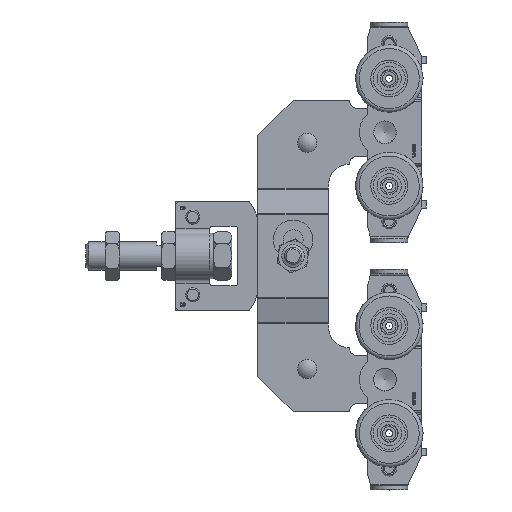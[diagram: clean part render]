
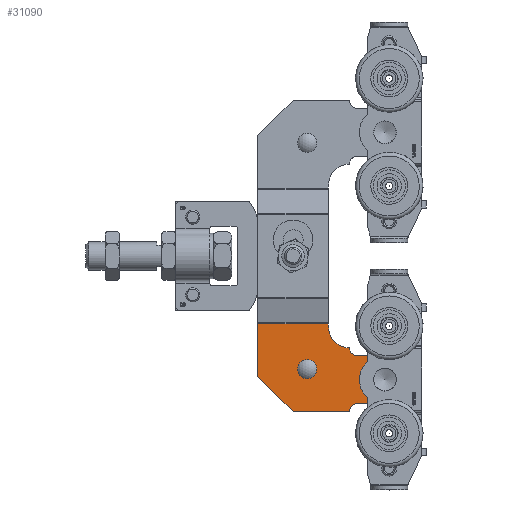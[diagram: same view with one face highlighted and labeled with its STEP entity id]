
A CAD part, top view. The second image highlights one B-rep face of the part: STEP entity #31090.
In plain terms, the highlighted planar face has unit normal (0, 0, 1).
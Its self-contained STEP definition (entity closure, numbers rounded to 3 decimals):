
#649=FACE_BOUND('',#4228,.T.);
#1425=PLANE('',#33266);
#2413=FACE_OUTER_BOUND('',#4227,.T.);
#4227=EDGE_LOOP('',(#22164,#22165,#22166,#22167,#22168,#22169,#22170,#22171,
#22172,#22173,#22174,#22175,#22176,#22177,#22178));
#4228=EDGE_LOOP('',(#22179));
#6865=CIRCLE('',#33131,18.);
#6890=CIRCLE('',#33267,5.);
#6891=CIRCLE('',#33268,15.);
#6892=CIRCLE('',#33269,5.);
#6893=CIRCLE('',#33270,6.75);
#8734=LINE('',#49371,#10487);
#8896=LINE('',#50332,#10649);
#8905=LINE('',#50353,#10658);
#8908=LINE('',#50366,#10661);
#8909=LINE('',#50370,#10662);
#8910=LINE('',#50372,#10663);
#8911=LINE('',#50374,#10664);
#8912=LINE('',#50376,#10665);
#8913=LINE('',#50378,#10666);
#8914=LINE('',#50380,#10667);
#8915=LINE('',#50383,#10668);
#10487=VECTOR('',#37685,10.);
#10649=VECTOR('',#38083,10.);
#10658=VECTOR('',#38110,10.);
#10661=VECTOR('',#38125,10.);
#10662=VECTOR('',#38128,10.);
#10663=VECTOR('',#38129,10.);
#10664=VECTOR('',#38130,10.);
#10665=VECTOR('',#38131,10.);
#10666=VECTOR('',#38132,10.);
#10667=VECTOR('',#38133,10.);
#10668=VECTOR('',#38136,10.);
#12596=VERTEX_POINT('',#49352);
#12599=VERTEX_POINT('',#49357);
#12604=VERTEX_POINT('',#49370);
#12730=VERTEX_POINT('',#50330);
#12733=VERTEX_POINT('',#50351);
#12736=VERTEX_POINT('',#50363);
#12737=VERTEX_POINT('',#50365);
#12738=VERTEX_POINT('',#50367);
#12739=VERTEX_POINT('',#50369);
#12740=VERTEX_POINT('',#50371);
#12741=VERTEX_POINT('',#50373);
#12742=VERTEX_POINT('',#50375);
#12743=VERTEX_POINT('',#50377);
#12744=VERTEX_POINT('',#50379);
#12745=VERTEX_POINT('',#50381);
#12746=VERTEX_POINT('',#50384);
#16116=EDGE_CURVE('',#12596,#12599,#6865,.T.);
#16122=EDGE_CURVE('',#12604,#12596,#8734,.T.);
#16370=EDGE_CURVE('',#12599,#12730,#8896,.T.);
#16379=EDGE_CURVE('',#12733,#12730,#8905,.T.);
#16384=EDGE_CURVE('',#12736,#12733,#6890,.T.);
#16385=EDGE_CURVE('',#12737,#12736,#8908,.T.);
#16386=EDGE_CURVE('',#12738,#12737,#6891,.T.);
#16387=EDGE_CURVE('',#12739,#12738,#8909,.T.);
#16388=EDGE_CURVE('',#12739,#12740,#8910,.T.);
#16389=EDGE_CURVE('',#12741,#12740,#8911,.T.);
#16390=EDGE_CURVE('',#12741,#12742,#8912,.T.);
#16391=EDGE_CURVE('',#12742,#12743,#8913,.T.);
#16392=EDGE_CURVE('',#12744,#12743,#8914,.T.);
#16393=EDGE_CURVE('',#12745,#12744,#6892,.T.);
#16394=EDGE_CURVE('',#12604,#12745,#8915,.T.);
#16395=EDGE_CURVE('',#12746,#12746,#6893,.T.);
#22164=ORIENTED_EDGE('',*,*,#16370,.T.);
#22165=ORIENTED_EDGE('',*,*,#16379,.F.);
#22166=ORIENTED_EDGE('',*,*,#16384,.F.);
#22167=ORIENTED_EDGE('',*,*,#16385,.F.);
#22168=ORIENTED_EDGE('',*,*,#16386,.F.);
#22169=ORIENTED_EDGE('',*,*,#16387,.F.);
#22170=ORIENTED_EDGE('',*,*,#16388,.T.);
#22171=ORIENTED_EDGE('',*,*,#16389,.F.);
#22172=ORIENTED_EDGE('',*,*,#16390,.T.);
#22173=ORIENTED_EDGE('',*,*,#16391,.T.);
#22174=ORIENTED_EDGE('',*,*,#16392,.F.);
#22175=ORIENTED_EDGE('',*,*,#16393,.F.);
#22176=ORIENTED_EDGE('',*,*,#16394,.F.);
#22177=ORIENTED_EDGE('',*,*,#16122,.T.);
#22178=ORIENTED_EDGE('',*,*,#16116,.T.);
#22179=ORIENTED_EDGE('',*,*,#16395,.T.);
#31090=ADVANCED_FACE('',(#2413,#649),#1425,.T.);
#33131=AXIS2_PLACEMENT_3D('',#49359,#37674,#37675);
#33266=AXIS2_PLACEMENT_3D('',#50362,#38121,#38122);
#33267=AXIS2_PLACEMENT_3D('',#50364,#38123,#38124);
#33268=AXIS2_PLACEMENT_3D('',#50368,#38126,#38127);
#33269=AXIS2_PLACEMENT_3D('',#50382,#38134,#38135);
#33270=AXIS2_PLACEMENT_3D('',#50385,#38137,#38138);
#37674=DIRECTION('center_axis',(0.,0.,
-1.));
#37675=DIRECTION('ref_axis',(0.667,0.745,0.));
#37685=DIRECTION('',(0.,1.,0.));
#38083=DIRECTION('',(0.,1.,0.));
#38110=DIRECTION('',(1.,0.,0.));
#38121=DIRECTION('center_axis',(0.,0.,
1.));
#38122=DIRECTION('ref_axis',(0.,-1.,0.));
#38123=DIRECTION('center_axis',(0.,0.,
1.));
#38124=DIRECTION('ref_axis',(1.,0.,0.));
#38125=DIRECTION('',(0.,-1.,0.));
#38126=DIRECTION('center_axis',(0.,0.,
1.));
#38127=DIRECTION('ref_axis',(1.,0.,0.));
#38128=DIRECTION('',(0.,-1.,0.));
#38129=DIRECTION('',(-1.,0.,0.));
#38130=DIRECTION('',(0.,1.,0.));
#38131=DIRECTION('',(0.707,-0.707,0.));
#38132=DIRECTION('',(1.,0.,0.));
#38133=DIRECTION('',(0.,-1.,0.));
#38134=DIRECTION('center_axis',(0.,0.,
1.));
#38135=DIRECTION('ref_axis',(0.,-1.,0.));
#38136=DIRECTION('',(-1.,0.,0.));
#38137=DIRECTION('center_axis',(0.,0.,
-1.));
#38138=DIRECTION('ref_axis',(0.,1.,0.));
#49352=CARTESIAN_POINT('',(-300.986,207.598,112.057));
#49357=CARTESIAN_POINT('',(-300.986,234.431,112.057));
#49359=CARTESIAN_POINT('Origin',(-288.986,221.015,112.057));
#49370=CARTESIAN_POINT('',(-300.986,204.015,112.057));
#49371=CARTESIAN_POINT('',(-300.986,258.057,112.057));
#50330=CARTESIAN_POINT('',(-300.986,238.015,112.057));
#50332=CARTESIAN_POINT('',(-300.986,298.533,112.057));
#50351=CARTESIAN_POINT('',(-308.986,238.015,112.057));
#50353=CARTESIAN_POINT('',(-268.986,238.015,112.057));
#50362=CARTESIAN_POINT('Origin',(-329.322,308.515,112.057));
#50363=CARTESIAN_POINT('',(-313.986,243.015,112.057));
#50364=CARTESIAN_POINT('Origin',(-308.986,243.015,112.057));
#50365=CARTESIAN_POINT('',(-313.986,243.515,112.057));
#50366=CARTESIAN_POINT('',(-313.986,243.015,112.057));
#50367=CARTESIAN_POINT('',(-328.986,258.515,112.057));
#50368=CARTESIAN_POINT('Origin',(-313.986,258.515,112.057));
#50369=CARTESIAN_POINT('',(-328.986,260.635,112.057));
#50370=CARTESIAN_POINT('',(-328.986,258.515,112.057));
#50371=CARTESIAN_POINT('',(-378.986,260.635,112.057));
#50372=CARTESIAN_POINT('',(-378.986,260.635,112.057));
#50373=CARTESIAN_POINT('',(-378.986,223.515,112.057));
#50374=CARTESIAN_POINT('',(-378.986,393.515,112.057));
#50375=CARTESIAN_POINT('',(-353.986,198.515,112.057));
#50376=CARTESIAN_POINT('',(-375.32,219.849,112.057));
#50377=CARTESIAN_POINT('',(-313.986,198.515,112.057));
#50378=CARTESIAN_POINT('',(-378.986,198.515,112.057));
#50379=CARTESIAN_POINT('',(-313.986,199.015,112.057));
#50380=CARTESIAN_POINT('',(-313.986,198.515,112.057));
#50381=CARTESIAN_POINT('',(-308.986,204.015,112.057));
#50382=CARTESIAN_POINT('Origin',(-308.986,199.015,112.057));
#50383=CARTESIAN_POINT('',(-308.986,204.015,112.057));
#50384=CARTESIAN_POINT('',(-343.986,235.265,112.057));
#50385=CARTESIAN_POINT('Origin',(-343.986,228.515,112.057));
